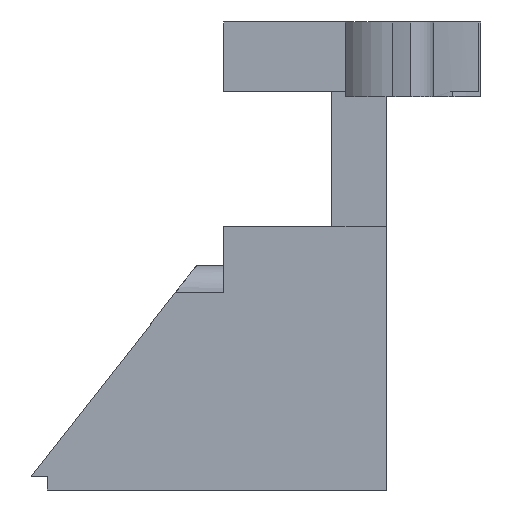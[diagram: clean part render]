
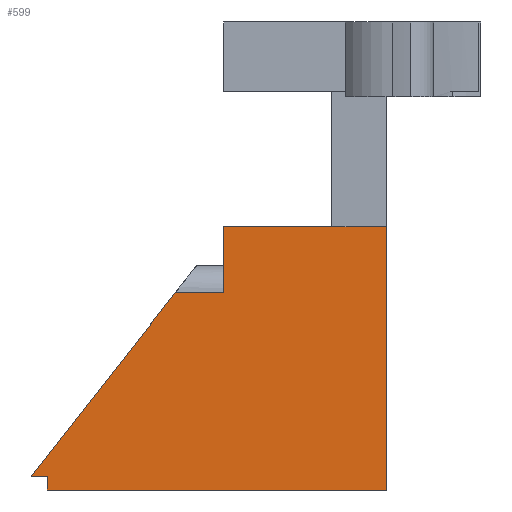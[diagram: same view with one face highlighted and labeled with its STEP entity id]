
A CAD part, left-side view. The second image highlights one B-rep face of the part: STEP entity #599.
In plain terms, the highlighted planar face has unit normal (-1, 0, 0).
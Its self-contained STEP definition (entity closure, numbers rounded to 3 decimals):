
#13 = CARTESIAN_POINT ( 'NONE',  ( -22.5, 12., 0. ) ) ;
#23 = EDGE_CURVE ( 'NONE', #859, #384, #2233, .T. ) ;
#63 = CARTESIAN_POINT ( 'NONE',  ( -22.5, 25., 0. ) ) ;
#87 = LINE ( 'NONE', #620, #1711 ) ;
#211 = VECTOR ( 'NONE', #559, 1000. ) ;
#225 = EDGE_LOOP ( 'NONE', ( #1547, #624, #1714, #461, #1138, #1332, #1703, #1565 ) ) ;
#238 = LINE ( 'NONE', #1748, #531 ) ;
#257 = LINE ( 'NONE', #269, #1793 ) ;
#261 = CARTESIAN_POINT ( 'NONE',  ( -22.5, 29., 19.45 ) ) ;
#263 = VERTEX_POINT ( 'NONE', #1644 ) ;
#269 = CARTESIAN_POINT ( 'NONE',  ( -22.5, 12., 34.55 ) ) ;
#384 = VERTEX_POINT ( 'NONE', #2009 ) ;
#386 = LINE ( 'NONE', #13, #211 ) ;
#453 = DIRECTION ( 'NONE',  ( 0., 1., 0. ) ) ;
#461 = ORIENTED_EDGE ( 'NONE', *, *, #947, .F. ) ;
#472 = EDGE_CURVE ( 'NONE', #1627, #1066, #238, .T. ) ;
#484 = VECTOR ( 'NONE', #453, 1000. ) ;
#531 = VECTOR ( 'NONE', #598, 1000. ) ;
#559 = DIRECTION ( 'NONE',  ( 0., -1., 0. ) ) ;
#598 = DIRECTION ( 'NONE',  ( 0., 0., 1. ) ) ;
#599 = ADVANCED_FACE ( 'NONE', ( #1772 ), #1231, .F. ) ;
#620 = CARTESIAN_POINT ( 'NONE',  ( -22.5, 25., 1. ) ) ;
#624 = ORIENTED_EDGE ( 'NONE', *, *, #2018, .T. ) ;
#643 = DIRECTION ( 'NONE',  ( 0., 0., -1. ) ) ;
#661 = LINE ( 'NONE', #261, #1674 ) ;
#851 = LINE ( 'NONE', #2138, #484 ) ;
#859 = VERTEX_POINT ( 'NONE', #2293 ) ;
#931 = DIRECTION ( 'NONE',  ( 0., 0., -1. ) ) ;
#947 = EDGE_CURVE ( 'NONE', #1066, #384, #87, .T. ) ;
#967 = EDGE_CURVE ( 'NONE', #1326, #263, #661, .T. ) ;
#1017 = DIRECTION ( 'NONE',  ( 0., -1., 0. ) ) ;
#1066 = VERTEX_POINT ( 'NONE', #1659 ) ;
#1086 = CARTESIAN_POINT ( 'NONE',  ( -22.5, 0., 0. ) ) ;
#1087 = VECTOR ( 'NONE', #931, 1000. ) ;
#1138 = ORIENTED_EDGE ( 'NONE', *, *, #472, .F. ) ;
#1170 = CARTESIAN_POINT ( 'NONE',  ( -22.5, 12., 19.45 ) ) ;
#1196 = VERTEX_POINT ( 'NONE', #1718 ) ;
#1207 = EDGE_CURVE ( 'NONE', #263, #2131, #1706, .T. ) ;
#1231 = PLANE ( 'NONE',  #1476 ) ;
#1241 = EDGE_CURVE ( 'NONE', #1627, #2131, #386, .T. ) ;
#1326 = VERTEX_POINT ( 'NONE', #1170 ) ;
#1332 = ORIENTED_EDGE ( 'NONE', *, *, #1241, .T. ) ;
#1383 = EDGE_CURVE ( 'NONE', #1326, #1196, #257, .T. ) ;
#1476 = AXIS2_PLACEMENT_3D ( 'NONE', #2124, #2340, #1942 ) ;
#1513 = DIRECTION ( 'NONE',  ( 0., 0.618, -0.786 ) ) ;
#1547 = ORIENTED_EDGE ( 'NONE', *, *, #1383, .T. ) ;
#1565 = ORIENTED_EDGE ( 'NONE', *, *, #967, .F. ) ;
#1627 = VERTEX_POINT ( 'NONE', #63 ) ;
#1644 = CARTESIAN_POINT ( 'NONE',  ( -22.5, 0., 19.45 ) ) ;
#1659 = CARTESIAN_POINT ( 'NONE',  ( -22.5, 25., 1. ) ) ;
#1674 = VECTOR ( 'NONE', #1017, 1000. ) ;
#1703 = ORIENTED_EDGE ( 'NONE', *, *, #1207, .F. ) ;
#1706 = LINE ( 'NONE', #2073, #1087 ) ;
#1711 = VECTOR ( 'NONE', #1799, 1000. ) ;
#1714 = ORIENTED_EDGE ( 'NONE', *, *, #23, .T. ) ;
#1718 = CARTESIAN_POINT ( 'NONE',  ( -22.5, 12., 14.55 ) ) ;
#1748 = CARTESIAN_POINT ( 'NONE',  ( -22.5, 25., 0. ) ) ;
#1772 = FACE_OUTER_BOUND ( 'NONE', #225, .T. ) ;
#1793 = VECTOR ( 'NONE', #643, 1000. ) ;
#1799 = DIRECTION ( 'NONE',  ( 0., 1., 0. ) ) ;
#1929 = CARTESIAN_POINT ( 'NONE',  ( -22.5, 27., 0. ) ) ;
#1942 = DIRECTION ( 'NONE',  ( 0., 0., -1. ) ) ;
#2009 = CARTESIAN_POINT ( 'NONE',  ( -22.5, 26.215, 1. ) ) ;
#2018 = EDGE_CURVE ( 'NONE', #1196, #859, #851, .T. ) ;
#2073 = CARTESIAN_POINT ( 'NONE',  ( -22.5, 0., 34.55 ) ) ;
#2124 = CARTESIAN_POINT ( 'NONE',  ( -22.5, 12., 34.55 ) ) ;
#2131 = VERTEX_POINT ( 'NONE', #1086 ) ;
#2138 = CARTESIAN_POINT ( 'NONE',  ( -22.5, 14., 14.55 ) ) ;
#2233 = LINE ( 'NONE', #1929, #2419 ) ;
#2293 = CARTESIAN_POINT ( 'NONE',  ( -22.5, 15.571, 14.55 ) ) ;
#2340 = DIRECTION ( 'NONE',  ( 1., 0., 0. ) ) ;
#2419 = VECTOR ( 'NONE', #1513, 1000. ) ;
